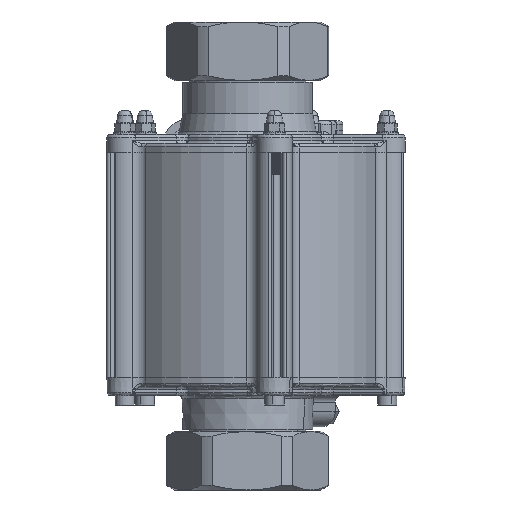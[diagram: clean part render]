
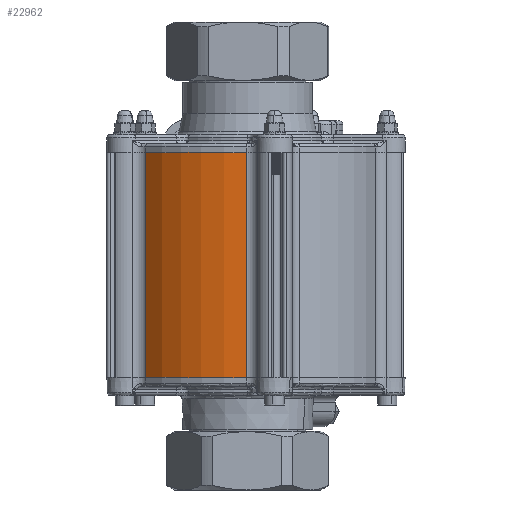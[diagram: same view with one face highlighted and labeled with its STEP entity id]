
A CAD part, front view. The second image highlights one B-rep face of the part: STEP entity #22962.
In plain terms, the highlighted cylindrical face has radius 59.8 mm (diameter 119.6 mm), a partial arc.
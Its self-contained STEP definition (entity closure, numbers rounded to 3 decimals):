
#658 = CARTESIAN_POINT ( 'NONE',  ( 0., 0., 100. ) ) ;
#3025 = VERTEX_POINT ( 'NONE', #25502 ) ;
#6197 = CARTESIAN_POINT ( 'NONE',  ( 0., 0., 100. ) ) ;
#9840 = EDGE_CURVE ( 'Defeature completata1_20+Defeature completata1_17+Defeature completata1_42+Defeature completata1_43', #3025, #86058, #33817, .T. ) ;
#12085 = CARTESIAN_POINT ( 'NONE',  ( -0.535, -59.798, 100. ) ) ;
#15350 = EDGE_CURVE ( 'Defeature completata1_13+Defeature completata1_20+Defeature completata1_42+Defeature completata1_43', #68788, #45699, #52435, .T. ) ;
#18136 = AXIS2_PLACEMENT_3D ( 'NONE', #25218, #26119, #87222 ) ;
#18798 = DIRECTION ( 'NONE',  ( 0., 0., -1. ) ) ;
#21354 = DIRECTION ( 'NONE',  ( 0., 0., 1. ) ) ;
#22962 = ADVANCED_FACE ( 'Defeature completata1_20', ( #70662 ), #36753, .T. ) ;
#23923 = DIRECTION ( 'NONE',  ( 0., 0., 1. ) ) ;
#25218 = CARTESIAN_POINT ( 'NONE',  ( 0., 0., 0. ) ) ;
#25502 = CARTESIAN_POINT ( 'NONE',  ( -45.438, -38.877, 0. ) ) ;
#26119 = DIRECTION ( 'NONE',  ( 0., 0., 1. ) ) ;
#27871 = DIRECTION ( 'NONE',  ( 0., 0., -1. ) ) ;
#29210 = EDGE_LOOP ( 'NONE', ( #38683, #44359, #31055, #69472 ) ) ;
#30608 = CARTESIAN_POINT ( 'NONE',  ( -0.535, -59.798, 100. ) ) ;
#31055 = ORIENTED_EDGE ( 'NONE', *, *, #9840, .T. ) ;
#31192 = CARTESIAN_POINT ( 'NONE',  ( -0.535, -59.798, 0. ) ) ;
#32089 = EDGE_CURVE ( 'Defeature completata1_20+Defeature completata1_42+Defeature completata1_13+Defeature completata1_17', #68788, #3025, #58514, .T. ) ;
#33817 = CIRCLE ( 'NONE', #18136, 59.8 ) ;
#36753 = CYLINDRICAL_SURFACE ( 'NONE', #51509, 59.8 ) ;
#38683 = ORIENTED_EDGE ( 'NONE', *, *, #15350, .F. ) ;
#39852 = CARTESIAN_POINT ( 'NONE',  ( -45.438, -38.877, 100. ) ) ;
#42579 = DIRECTION ( 'NONE',  ( -1., 0., 0. ) ) ;
#44359 = ORIENTED_EDGE ( 'NONE', *, *, #32089, .T. ) ;
#45484 = AXIS2_PLACEMENT_3D ( 'NONE', #6197, #21354, #87817 ) ;
#45699 = VERTEX_POINT ( 'NONE', #12085 ) ;
#48101 = CARTESIAN_POINT ( 'NONE',  ( -45.438, -38.877, 100. ) ) ;
#51509 = AXIS2_PLACEMENT_3D ( 'NONE', #658, #27871, #42579 ) ;
#52435 = CIRCLE ( 'NONE', #45484, 59.8 ) ;
#58514 = LINE ( 'NONE', #48101, #59031 ) ;
#59031 = VECTOR ( 'NONE', #18798, 1000. ) ;
#68788 = VERTEX_POINT ( 'NONE', #39852 ) ;
#69472 = ORIENTED_EDGE ( 'NONE', *, *, #88087, .T. ) ;
#70662 = FACE_OUTER_BOUND ( 'NONE', #29210, .T. ) ;
#85031 = LINE ( 'NONE', #30608, #85243 ) ;
#85243 = VECTOR ( 'NONE', #23923, 1000. ) ;
#86058 = VERTEX_POINT ( 'NONE', #31192 ) ;
#87222 = DIRECTION ( 'NONE',  ( 1., 0., 0. ) ) ;
#87817 = DIRECTION ( 'NONE',  ( 1., 0., 0. ) ) ;
#88087 = EDGE_CURVE ( 'Defeature completata1_20+Defeature completata1_43+Defeature completata1_17+Defeature completata1_13', #86058, #45699, #85031, .T. ) ;
